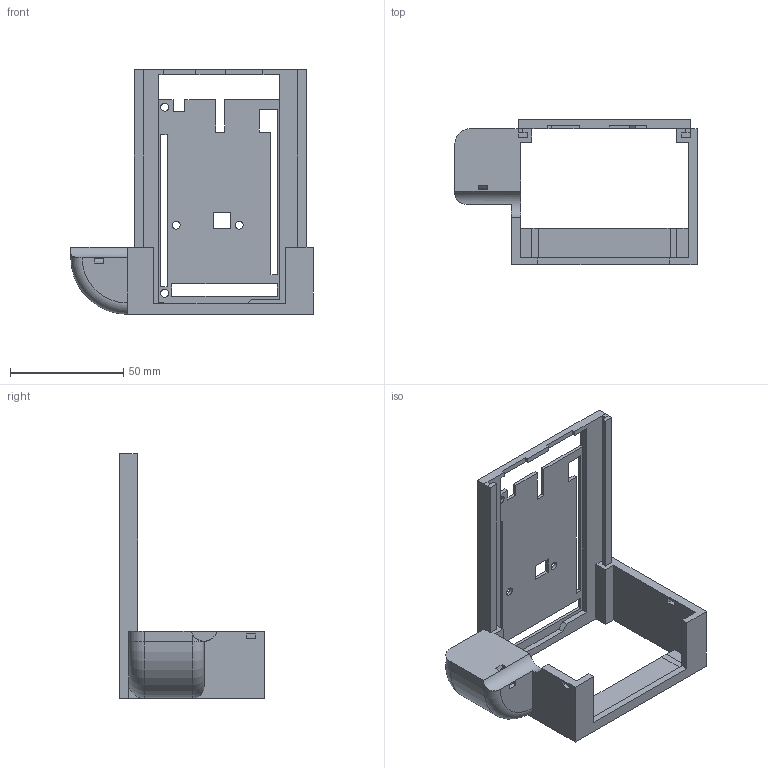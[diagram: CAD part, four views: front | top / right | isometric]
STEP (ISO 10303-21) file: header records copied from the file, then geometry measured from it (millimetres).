
FILE_DESCRIPTION(/* description */ (''),/* implementation_level */ '2;1');
FILE_NAME(/* name */ 'ramps box base.step',/* time_stamp */ '2023-06-27T16:09:18-05:00',/* author */ (''),/* organization */ (''),/* preprocessor_version */ 'ST-DEVELOPER v19.2',/* originating_system */ 'Autodesk Translation Framework v12.6.0.85',/* authorisation */ '');
FILE_SCHEMA (('AUTOMOTIVE_DESIGN { 1 0 10303 214 3 1 1 }'));
Length unit declared in the file: millimetre
Products named in the file (2): ramps dev case v0.1; Component2
Assembly tree (1 placements, depth 2):
  ramps dev case v0.1
    Component2
Bounding box: 107 x 64 x 108 mm (x, y, z)
Volume: 58710.3 mm3; surface area: 33463.8 mm2
Topology: 1 solids, 1 shells, 120 faces, 362 edges, 243 vertices
Faces by surface type: plane 107, cylinder 11, torus 2
Full cylindrical faces by diameter (mm): 3.5 x4
Entity records: 4126 total; most frequent: CARTESIAN_POINT 739, ORIENTED_EDGE 724, DIRECTION 633, EDGE_CURVE 362, LINE 335, VECTOR 335, VERTEX_POINT 243, AXIS2_PLACEMENT_3D 149
